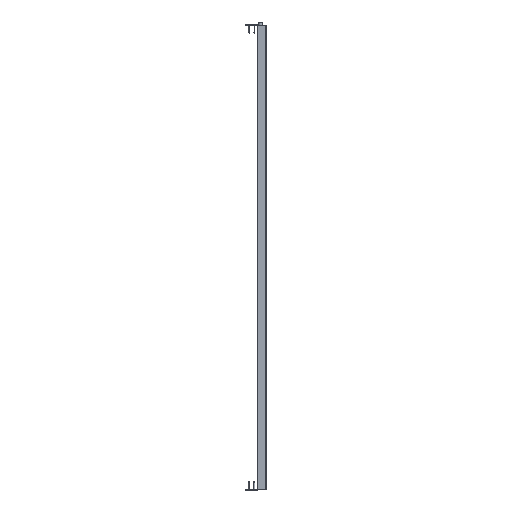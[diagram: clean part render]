
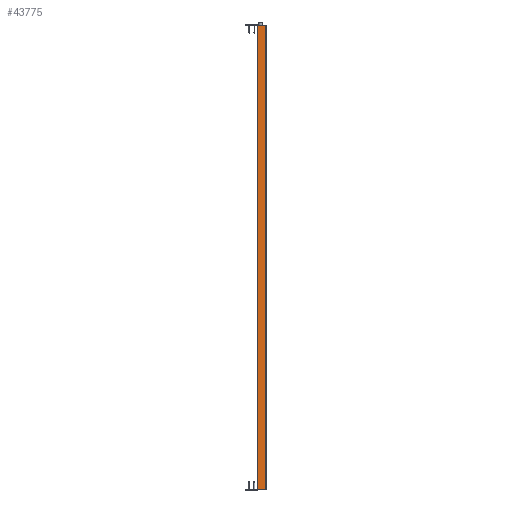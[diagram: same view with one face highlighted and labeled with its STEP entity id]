
A CAD part, left-side view. The second image highlights one B-rep face of the part: STEP entity #43775.
In plain terms, the highlighted planar face has unit normal (-1, 0, 0).
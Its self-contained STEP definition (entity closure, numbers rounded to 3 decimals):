
#559 = LINE ( 'NONE', #24901, #14797 ) ;
#3240 = CARTESIAN_POINT ( 'NONE',  ( -10., -19., 1083. ) ) ;
#6341 = DIRECTION ( 'NONE',  ( 1., 0., 0. ) ) ;
#8796 = EDGE_CURVE ( 'NONE', #45090, #19829, #559, .T. ) ;
#10580 = ORIENTED_EDGE ( 'NONE', *, *, #16551, .F. ) ;
#10639 = ORIENTED_EDGE ( 'NONE', *, *, #28385, .T. ) ;
#10709 = EDGE_CURVE ( 'NONE', #45090, #28152, #41771, .T. ) ;
#11571 = DIRECTION ( 'NONE',  ( 0., -1., 0. ) ) ;
#13000 = DIRECTION ( 'NONE',  ( 0., 1., 0. ) ) ;
#13861 = VECTOR ( 'NONE', #38144, 1000. ) ;
#14797 = VECTOR ( 'NONE', #11571, 1000. ) ;
#15007 = CARTESIAN_POINT ( 'NONE',  ( -10., -19., 0. ) ) ;
#15342 = LINE ( 'NONE', #43379, #29841 ) ;
#16551 = EDGE_CURVE ( 'NONE', #19829, #39586, #27137, .T. ) ;
#16766 = CARTESIAN_POINT ( 'NONE',  ( -10., 0., 0. ) ) ;
#16968 = CARTESIAN_POINT ( 'NONE',  ( -10., 0., 1083. ) ) ;
#18396 = AXIS2_PLACEMENT_3D ( 'NONE', #37101, #6341, #13000 ) ;
#19829 = VERTEX_POINT ( 'NONE', #33440 ) ;
#21776 = VECTOR ( 'NONE', #31428, 1000. ) ;
#23100 = FACE_OUTER_BOUND ( 'NONE', #35871, .T. ) ;
#23321 = PLANE ( 'NONE',  #18396 ) ;
#24901 = CARTESIAN_POINT ( 'NONE',  ( -10., 1., 1083. ) ) ;
#27137 = LINE ( 'NONE', #3240, #13861 ) ;
#28152 = VERTEX_POINT ( 'NONE', #16766 ) ;
#28385 = EDGE_CURVE ( 'NONE', #28152, #39586, #15342, .T. ) ;
#29362 = DIRECTION ( 'NONE',  ( 0., -1., 0. ) ) ;
#29841 = VECTOR ( 'NONE', #29362, 1000. ) ;
#31428 = DIRECTION ( 'NONE',  ( 0., 0., -1. ) ) ;
#31805 = ORIENTED_EDGE ( 'NONE', *, *, #8796, .F. ) ;
#33440 = CARTESIAN_POINT ( 'NONE',  ( -10., -19., 1083. ) ) ;
#35871 = EDGE_LOOP ( 'NONE', ( #31805, #39637, #10639, #10580 ) ) ;
#37101 = CARTESIAN_POINT ( 'NONE',  ( -10., 1., 1083. ) ) ;
#38144 = DIRECTION ( 'NONE',  ( 0., 0., -1. ) ) ;
#39586 = VERTEX_POINT ( 'NONE', #15007 ) ;
#39637 = ORIENTED_EDGE ( 'NONE', *, *, #10709, .T. ) ;
#41771 = LINE ( 'NONE', #16968, #21776 ) ;
#43379 = CARTESIAN_POINT ( 'NONE',  ( -10., 1., 0. ) ) ;
#43775 = ADVANCED_FACE ( 'NONE', ( #23100 ), #23321, .F. ) ;
#45090 = VERTEX_POINT ( 'NONE', #45098 ) ;
#45098 = CARTESIAN_POINT ( 'NONE',  ( -10., 0., 1083. ) ) ;
